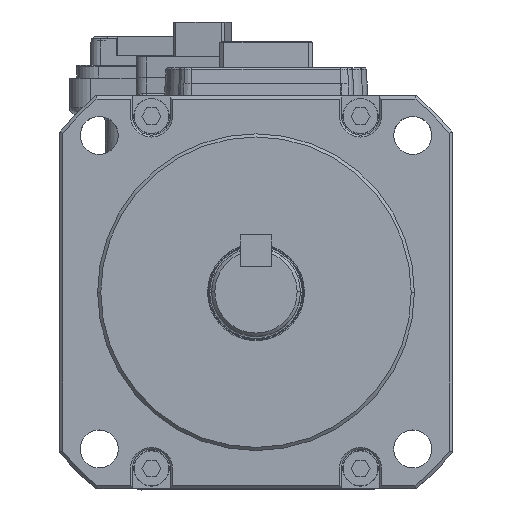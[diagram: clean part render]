
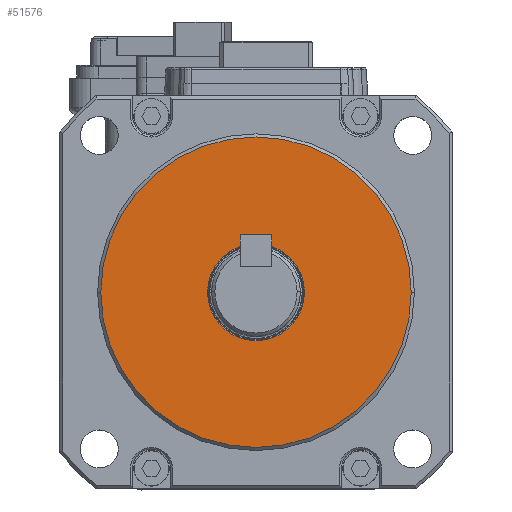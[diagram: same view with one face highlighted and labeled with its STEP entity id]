
A CAD part, top view. The second image highlights one B-rep face of the part: STEP entity #51576.
In plain terms, the highlighted planar face has unit normal (0, 0, 1).
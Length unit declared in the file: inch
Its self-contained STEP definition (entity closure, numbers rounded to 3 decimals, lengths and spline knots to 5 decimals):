
#34 = FACE_OUTER_BOUND ( 'NONE', #39699, .T. ) ;
#722 = EDGE_CURVE ( 'NONE', #66626, #29583, #6917, .T. ) ;
#3278 = EDGE_CURVE ( 'NONE', #29583, #66626, #49592, .T. ) ;
#3993 = AXIS2_PLACEMENT_3D ( 'NONE', #63942, #32299, #15746 ) ;
#6917 = CIRCLE ( 'NONE', #16361, 0.30118 ) ;
#7547 = DIRECTION ( 'NONE',  ( 0., 0., -1. ) ) ;
#9180 = ORIENTED_EDGE ( 'NONE', *, *, #48998, .F. ) ;
#10398 = PLANE ( 'NONE',  #67648 ) ;
#12269 = DIRECTION ( 'NONE',  ( -1., 0., 0. ) ) ;
#13038 = VERTEX_POINT ( 'NONE', #71207 ) ;
#13154 = AXIS2_PLACEMENT_3D ( 'NONE', #67226, #26454, #33430 ) ;
#15746 = DIRECTION ( 'NONE',  ( -1., 0., 0. ) ) ;
#16361 = AXIS2_PLACEMENT_3D ( 'NONE', #35524, #7547, #25585 ) ;
#16653 = DIRECTION ( 'NONE',  ( 0., 0., 1. ) ) ;
#17928 = ORIENTED_EDGE ( 'NONE', *, *, #70748, .F. ) ;
#21518 = ORIENTED_EDGE ( 'NONE', *, *, #3278, .T. ) ;
#22544 = CARTESIAN_POINT ( 'NONE',  ( 0., 0., 1.37795 ) ) ;
#25585 = DIRECTION ( 'NONE',  ( -1., 0., 0. ) ) ;
#26368 = CIRCLE ( 'NONE', #3993, 0.96457 ) ;
#26454 = DIRECTION ( 'NONE',  ( 0., 0., -1. ) ) ;
#29583 = VERTEX_POINT ( 'NONE', #30970 ) ;
#30970 = CARTESIAN_POINT ( 'NONE',  ( -0.30118, 0., 1.37795 ) ) ;
#31931 = CARTESIAN_POINT ( 'NONE',  ( 0.30118, 0., 1.37795 ) ) ;
#32299 = DIRECTION ( 'NONE',  ( 0., 0., -1. ) ) ;
#33430 = DIRECTION ( 'NONE',  ( -1., 0., 0. ) ) ;
#35524 = CARTESIAN_POINT ( 'NONE',  ( 0., 0., 1.37795 ) ) ;
#35918 = CARTESIAN_POINT ( 'NONE',  ( 0.96457, 0., 1.37795 ) ) ;
#36565 = ORIENTED_EDGE ( 'NONE', *, *, #722, .T. ) ;
#39699 = EDGE_LOOP ( 'NONE', ( #9180, #17928 ) ) ;
#45398 = DIRECTION ( 'NONE',  ( 0., 0., -1. ) ) ;
#48998 = EDGE_CURVE ( 'NONE', #66849, #13038, #26368, .T. ) ;
#49592 = CIRCLE ( 'NONE', #13154, 0.30118 ) ;
#49706 = CIRCLE ( 'NONE', #69628, 0.96457 ) ;
#49745 = FACE_BOUND ( 'NONE', #55106, .T. ) ;
#51576 = ADVANCED_FACE ( 'NONE', ( #49745, #34 ), #10398, .T. ) ;
#55106 = EDGE_LOOP ( 'NONE', ( #36565, #21518 ) ) ;
#62639 = CARTESIAN_POINT ( 'NONE',  ( 0., 0., 1.37795 ) ) ;
#63942 = CARTESIAN_POINT ( 'NONE',  ( 0., 0., 1.37795 ) ) ;
#66626 = VERTEX_POINT ( 'NONE', #31931 ) ;
#66849 = VERTEX_POINT ( 'NONE', #35918 ) ;
#67226 = CARTESIAN_POINT ( 'NONE',  ( 0., 0., 1.37795 ) ) ;
#67648 = AXIS2_PLACEMENT_3D ( 'NONE', #22544, #16653, #72164 ) ;
#69628 = AXIS2_PLACEMENT_3D ( 'NONE', #62639, #45398, #12269 ) ;
#70748 = EDGE_CURVE ( 'NONE', #13038, #66849, #49706, .T. ) ;
#71207 = CARTESIAN_POINT ( 'NONE',  ( -0.96457, 0., 1.37795 ) ) ;
#72164 = DIRECTION ( 'NONE',  ( 1., 0., 0. ) ) ;
